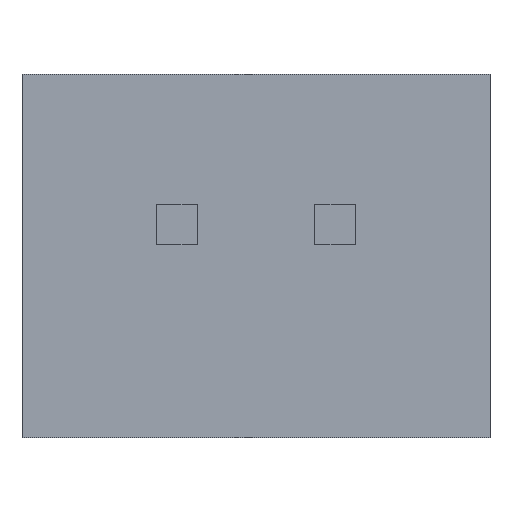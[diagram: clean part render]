
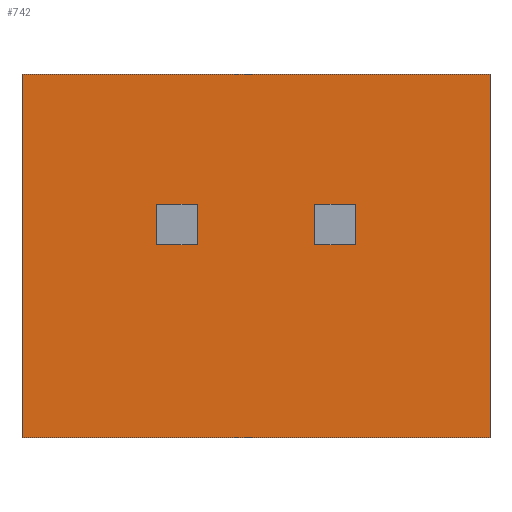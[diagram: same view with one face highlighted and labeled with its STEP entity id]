
A CAD part, front view. The second image highlights one B-rep face of the part: STEP entity #742.
In plain terms, the highlighted planar face has unit normal (0, -1, 0).
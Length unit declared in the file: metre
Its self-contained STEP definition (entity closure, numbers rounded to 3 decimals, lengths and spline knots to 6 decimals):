
#60=ORIENTED_EDGE('',*,*,#259,.T.);
#61=ORIENTED_EDGE('',*,*,#260,.T.);
#62=ORIENTED_EDGE('',*,*,#261,.T.);
#63=ORIENTED_EDGE('',*,*,#262,.F.);
#64=ORIENTED_EDGE('',*,*,#238,.T.);
#65=ORIENTED_EDGE('',*,*,#253,.T.);
#66=ORIENTED_EDGE('',*,*,#263,.F.);
#67=ORIENTED_EDGE('',*,*,#240,.F.);
#68=ORIENTED_EDGE('',*,*,#264,.T.);
#69=ORIENTED_EDGE('',*,*,#265,.T.);
#70=ORIENTED_EDGE('',*,*,#266,.T.);
#71=ORIENTED_EDGE('',*,*,#267,.F.);
#238=EDGE_CURVE('',#341,#340,#408,.T.);
#240=EDGE_CURVE('',#341,#342,#410,.T.);
#253=EDGE_CURVE('',#340,#353,#423,.T.);
#259=EDGE_CURVE('',#358,#359,#429,.T.);
#260=EDGE_CURVE('',#359,#360,#430,.T.);
#261=EDGE_CURVE('',#360,#361,#431,.T.);
#262=EDGE_CURVE('',#358,#361,#432,.T.);
#263=EDGE_CURVE('',#342,#353,#433,.T.);
#264=EDGE_CURVE('',#362,#363,#434,.T.);
#265=EDGE_CURVE('',#363,#364,#435,.T.);
#266=EDGE_CURVE('',#364,#365,#436,.T.);
#267=EDGE_CURVE('',#362,#365,#437,.T.);
#340=VERTEX_POINT('',#1142);
#341=VERTEX_POINT('',#1144);
#342=VERTEX_POINT('',#1148);
#353=VERTEX_POINT('',#1174);
#358=VERTEX_POINT('',#1186);
#359=VERTEX_POINT('',#1187);
#360=VERTEX_POINT('',#1189);
#361=VERTEX_POINT('',#1191);
#362=VERTEX_POINT('',#1195);
#363=VERTEX_POINT('',#1196);
#364=VERTEX_POINT('',#1198);
#365=VERTEX_POINT('',#1200);
#408=LINE('',#1143,#510);
#410=LINE('',#1147,#512);
#423=LINE('',#1173,#525);
#429=LINE('',#1185,#531);
#430=LINE('',#1188,#532);
#431=LINE('',#1190,#533);
#432=LINE('',#1192,#534);
#433=LINE('',#1193,#535);
#434=LINE('',#1194,#536);
#435=LINE('',#1197,#537);
#436=LINE('',#1199,#538);
#437=LINE('',#1201,#539);
#510=VECTOR('',#958,1.);
#512=VECTOR('',#962,1.);
#525=VECTOR('',#979,1.);
#531=VECTOR('',#987,1.);
#532=VECTOR('',#988,1.);
#533=VECTOR('',#989,1.);
#534=VECTOR('',#990,1.);
#535=VECTOR('',#991,1.);
#536=VECTOR('',#992,1.);
#537=VECTOR('',#993,1.);
#538=VECTOR('',#994,1.);
#539=VECTOR('',#995,1.);
#614=EDGE_LOOP('',(#60,#61,#62,#63));
#615=EDGE_LOOP('',(#64,#65,#66,#67));
#616=EDGE_LOOP('',(#68,#69,#70,#71));
#658=FACE_BOUND('',#614,.T.);
#659=FACE_BOUND('',#615,.T.);
#660=FACE_BOUND('',#616,.T.);
#702=PLANE('',#916);
#742=ADVANCED_FACE('',(#658,#659,#660),#702,.F.);
#916=AXIS2_PLACEMENT_3D('',#1184,#985,#986);
#958=DIRECTION('',(1.,0.,0.));
#962=DIRECTION('',(0.,0.,1.));
#979=DIRECTION('',(0.,0.,1.));
#985=DIRECTION('',(0.,1.,0.));
#986=DIRECTION('',(0.,0.,1.));
#987=DIRECTION('',(0.,0.,1.));
#988=DIRECTION('',(1.,0.,0.));
#989=DIRECTION('',(0.,0.,-1.));
#990=DIRECTION('',(1.,0.,0.));
#991=DIRECTION('',(1.,0.,0.));
#992=DIRECTION('',(0.,0.,1.));
#993=DIRECTION('',(1.,0.,0.));
#994=DIRECTION('',(0.,0.,-1.));
#995=DIRECTION('',(1.,0.,0.));
#1142=CARTESIAN_POINT('',(0.0037,0.,-0.002875));
#1143=CARTESIAN_POINT('',(0.0037,0.,-0.002875));
#1144=CARTESIAN_POINT('',(-0.0037,0.,-0.002875));
#1147=CARTESIAN_POINT('',(-0.0037,0.,0.002875));
#1148=CARTESIAN_POINT('',(-0.0037,0.,0.002875));
#1173=CARTESIAN_POINT('',(0.0037,0.,0.002875));
#1174=CARTESIAN_POINT('',(0.0037,0.,0.002875));
#1184=CARTESIAN_POINT('',(0.0037,0.,0.002875));
#1185=CARTESIAN_POINT('',(-0.00157,0.,0.00082));
#1186=CARTESIAN_POINT('',(-0.00157,0.,0.00018));
#1187=CARTESIAN_POINT('',(-0.00157,0.,0.00082));
#1188=CARTESIAN_POINT('',(0.0037,0.,0.00082));
#1189=CARTESIAN_POINT('',(-0.00093,0.,0.00082));
#1190=CARTESIAN_POINT('',(-0.00093,0.,0.00082));
#1191=CARTESIAN_POINT('',(-0.00093,0.,0.00018));
#1192=CARTESIAN_POINT('',(0.0037,0.,0.00018));
#1193=CARTESIAN_POINT('',(0.0037,0.,0.002875));
#1194=CARTESIAN_POINT('',(0.00093,0.,0.00082));
#1195=CARTESIAN_POINT('',(0.00093,0.,0.00018));
#1196=CARTESIAN_POINT('',(0.00093,0.,0.00082));
#1197=CARTESIAN_POINT('',(0.00093,0.,0.00082));
#1198=CARTESIAN_POINT('',(0.00157,0.,0.00082));
#1199=CARTESIAN_POINT('',(0.00157,0.,0.00082));
#1200=CARTESIAN_POINT('',(0.00157,0.,0.00018));
#1201=CARTESIAN_POINT('',(-0.00157,0.,0.00018));
